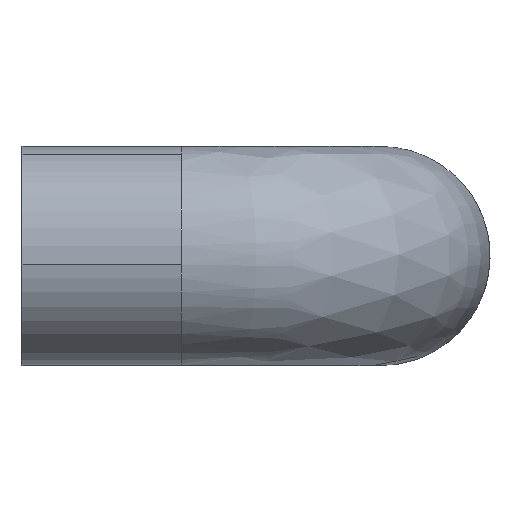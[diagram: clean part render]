
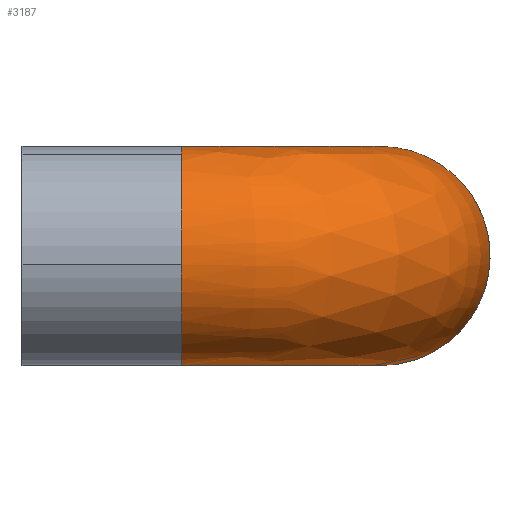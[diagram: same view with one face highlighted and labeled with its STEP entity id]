
A CAD part, left-side view. The second image highlights one B-rep face of the part: STEP entity #3187.
In plain terms, the highlighted free-form (B-spline) face has degree [2, 2] with [3, 9] control points.
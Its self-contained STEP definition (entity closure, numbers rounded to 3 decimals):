
#2372=CARTESIAN_POINT('',(10.0,-22.342,3.376));
#2373=VERTEX_POINT('',#2372);
#2379=CARTESIAN_POINT('',(10.0,-18.0,-5.5));
#2380=VERTEX_POINT('',#2379);
#2381=CARTESIAN_POINT('',(10.0,-18.0,-5.5));
#2382=CARTESIAN_POINT('',(10.,-23.5,-5.5));
#2383=CARTESIAN_POINT('',(10.0,-23.5,0.0));
#2384=CARTESIAN_POINT('',(10.0,-23.5,1.887));
#2385=CARTESIAN_POINT('',(10.,-22.342,3.376));
#2393=(BOUNDED_CURVE()B_SPLINE_CURVE(2,(#2381,#2382,#2383,#2384,#2385),.UNSPECIFIED.,.F.,.U.)B_SPLINE_CURVE_WITH_KNOTS((3,2,3),(0.0,0.25,0.356),.UNSPECIFIED.)CURVE()GEOMETRIC_REPRESENTATION_ITEM()RATIONAL_B_SPLINE_CURVE((1.0,0.707,1.0,0.876,0.857))REPRESENTATION_ITEM(''));
#2394=EDGE_CURVE('',#2380,#2373,#2393,.T.);
#2396=CARTESIAN_POINT('',(10.,-12.513,-0.384));
#2397=VERTEX_POINT('',#2396);
#2398=CARTESIAN_POINT('',(10.,-12.513,-0.384));
#2399=CARTESIAN_POINT('',(10.,-12.871,-5.5));
#2400=CARTESIAN_POINT('',(10.0,-18.0,-5.5));
#2408=(BOUNDED_CURVE()B_SPLINE_CURVE(2,(#2398,#2399,#2400),.UNSPECIFIED.,.F.,.U.)B_SPLINE_CURVE_WITH_KNOTS((3,3),(0.762,1.0),.UNSPECIFIED.)CURVE()GEOMETRIC_REPRESENTATION_ITEM()RATIONAL_B_SPLINE_CURVE((0.973,0.721,1.0))REPRESENTATION_ITEM(''));
#2409=EDGE_CURVE('',#2397,#2380,#2408,.T.);
#2534=CARTESIAN_POINT('',(10.,-17.931,5.5));
#2535=VERTEX_POINT('',#2534);
#2549=CARTESIAN_POINT('',(10.0,-18.0,5.5));
#2550=VERTEX_POINT('',#2549);
#2551=CARTESIAN_POINT('',(10.0,-18.0,5.5));
#2552=CARTESIAN_POINT('',(10.,-17.965,5.5));
#2553=CARTESIAN_POINT('',(10.,-17.931,5.5));
#2561=(BOUNDED_CURVE()B_SPLINE_CURVE(2,(#2551,#2552,#2553),.UNSPECIFIED.,.F.,.U.)B_SPLINE_CURVE_WITH_KNOTS((3,3),(0.5,0.502),.UNSPECIFIED.)CURVE()GEOMETRIC_REPRESENTATION_ITEM()RATIONAL_B_SPLINE_CURVE((1.0,0.997,0.995))REPRESENTATION_ITEM(''));
#2562=EDGE_CURVE('',#2550,#2535,#2561,.T.);
#2564=CARTESIAN_POINT('',(10.,-22.342,3.376));
#2565=CARTESIAN_POINT('',(10.,-20.69,5.5));
#2566=CARTESIAN_POINT('',(10.0,-18.0,5.5));
#2574=(BOUNDED_CURVE()B_SPLINE_CURVE(2,(#2564,#2565,#2566),.UNSPECIFIED.,.F.,.U.)B_SPLINE_CURVE_WITH_KNOTS((3,3),(0.356,0.5),.UNSPECIFIED.)CURVE()GEOMETRIC_REPRESENTATION_ITEM()RATIONAL_B_SPLINE_CURVE((0.857,0.832,1.0))REPRESENTATION_ITEM(''));
#2575=EDGE_CURVE('',#2373,#2550,#2574,.T.);
#2595=CARTESIAN_POINT('',(-5.483,-8.,-0.432));
#2596=VERTEX_POINT('',#2595);
#2597=CARTESIAN_POINT('',(-2.023,-8.0,5.114));
#2598=VERTEX_POINT('',#2597);
#2599=CARTESIAN_POINT('',(-5.483,-8.,-0.432));
#2600=CARTESIAN_POINT('',(-5.5,-8.0,-0.216));
#2601=CARTESIAN_POINT('',(-5.5,-8.0,0.0));
#2602=CARTESIAN_POINT('',(-5.5,-8.0,3.739));
#2603=CARTESIAN_POINT('',(-2.023,-8.0,5.114));
#2611=(BOUNDED_CURVE()B_SPLINE_CURVE(2,(#2599,#2600,#2601,#2602,#2603),.UNSPECIFIED.,.F.,.U.)B_SPLINE_CURVE_WITH_KNOTS((3,2,3),(0.236,0.25,0.438),.UNSPECIFIED.)CURVE()GEOMETRIC_REPRESENTATION_ITEM()RATIONAL_B_SPLINE_CURVE((0.97,0.984,1.0,0.78,0.89))REPRESENTATION_ITEM(''));
#2612=EDGE_CURVE('',#2596,#2598,#2611,.T.);
#2672=CARTESIAN_POINT('',(0.0,-8.0,5.5));
#2673=VERTEX_POINT('',#2672);
#2674=CARTESIAN_POINT('',(-2.023,-8.,5.114));
#2675=CARTESIAN_POINT('',(-1.049,-8.0,5.5));
#2676=CARTESIAN_POINT('',(0.0,-8.0,5.5));
#2684=(BOUNDED_CURVE()B_SPLINE_CURVE(2,(#2674,#2675,#2676),.UNSPECIFIED.,.F.,.U.)B_SPLINE_CURVE_WITH_KNOTS((3,3),(0.438,0.5),.UNSPECIFIED.)CURVE()GEOMETRIC_REPRESENTATION_ITEM()RATIONAL_B_SPLINE_CURVE((0.89,0.927,1.0))REPRESENTATION_ITEM(''));
#2685=EDGE_CURVE('',#2598,#2673,#2684,.T.);
#2687=CARTESIAN_POINT('',(0.069,-8.,5.5));
#2688=VERTEX_POINT('',#2687);
#2689=CARTESIAN_POINT('',(0.0,-8.0,5.5));
#2690=CARTESIAN_POINT('',(0.035,-8.0,5.5));
#2691=CARTESIAN_POINT('',(0.069,-8.,5.5));
#2699=(BOUNDED_CURVE()B_SPLINE_CURVE(2,(#2689,#2690,#2691),.UNSPECIFIED.,.F.,.U.)B_SPLINE_CURVE_WITH_KNOTS((3,3),(0.5,0.502),.UNSPECIFIED.)CURVE()GEOMETRIC_REPRESENTATION_ITEM()RATIONAL_B_SPLINE_CURVE((1.0,0.997,0.995))REPRESENTATION_ITEM(''));
#2700=EDGE_CURVE('',#2673,#2688,#2699,.T.);
#2702=CARTESIAN_POINT('',(5.487,-8.,-0.384));
#2703=VERTEX_POINT('',#2702);
#2719=CARTESIAN_POINT('',(0.0,-8.0,-5.5));
#2720=VERTEX_POINT('',#2719);
#2721=CARTESIAN_POINT('',(5.487,-8.,-0.384));
#2722=CARTESIAN_POINT('',(5.129,-8.0,-5.5));
#2723=CARTESIAN_POINT('',(0.0,-8.0,-5.5));
#2731=(BOUNDED_CURVE()B_SPLINE_CURVE(2,(#2721,#2722,#2723),.UNSPECIFIED.,.F.,.U.)B_SPLINE_CURVE_WITH_KNOTS((3,3),(0.762,1.0),.UNSPECIFIED.)CURVE()GEOMETRIC_REPRESENTATION_ITEM()RATIONAL_B_SPLINE_CURVE((0.973,0.721,1.0))REPRESENTATION_ITEM(''));
#2732=EDGE_CURVE('',#2703,#2720,#2731,.T.);
#2734=CARTESIAN_POINT('',(0.0,-8.0,-5.5));
#2735=CARTESIAN_POINT('',(-5.084,-8.0,-5.5));
#2736=CARTESIAN_POINT('',(-5.483,-8.,-0.432));
#2744=(BOUNDED_CURVE()B_SPLINE_CURVE(2,(#2734,#2735,#2736),.UNSPECIFIED.,.F.,.U.)B_SPLINE_CURVE_WITH_KNOTS((3,3),(0.0,0.236),.UNSPECIFIED.)CURVE()GEOMETRIC_REPRESENTATION_ITEM()RATIONAL_B_SPLINE_CURVE((1.0,0.723,0.97))REPRESENTATION_ITEM(''));
#2745=EDGE_CURVE('',#2720,#2596,#2744,.T.);
#3115=CARTESIAN_POINT('',(5.506,-7.688,-0.267));
#3116=CARTESIAN_POINT('',(5.147,-12.856,-0.267));
#3117=CARTESIAN_POINT('',(10.315,-12.494,-0.267));
#3118=CARTESIAN_POINT('',(5.502,-7.688,-0.325));
#3119=CARTESIAN_POINT('',(5.143,-12.861,-0.325));
#3120=CARTESIAN_POINT('',(10.315,-12.498,-0.325));
#3121=CARTESIAN_POINT('',(5.136,-7.663,-5.565));
#3122=CARTESIAN_POINT('',(4.748,-13.256,-5.565));
#3123=CARTESIAN_POINT('',(10.341,-12.864,-5.565));
#3124=CARTESIAN_POINT('',(-0.045,-7.304,-5.5));
#3125=CARTESIAN_POINT('',(-0.846,-18.854,-5.5));
#3126=CARTESIAN_POINT('',(10.704,-18.044,-5.5));
#3127=CARTESIAN_POINT('',(-5.531,-6.923,-5.43));
#3128=CARTESIAN_POINT('',(-6.77,-24.782,-5.43));
#3129=CARTESIAN_POINT('',(11.088,-23.531,-5.43));
#3130=CARTESIAN_POINT('',(-5.462,-6.928,0.069));
#3131=CARTESIAN_POINT('',(-6.695,-24.708,0.069));
#3132=CARTESIAN_POINT('',(11.084,-23.462,0.069));
#3133=CARTESIAN_POINT('',(-5.394,-6.933,5.569));
#3134=CARTESIAN_POINT('',(-6.621,-24.633,5.569));
#3135=CARTESIAN_POINT('',(11.079,-23.393,5.569));
#3136=CARTESIAN_POINT('',(0.151,-7.317,5.499));
#3137=CARTESIAN_POINT('',(-0.634,-18.642,5.499));
#3138=CARTESIAN_POINT('',(10.69,-17.849,5.499));
#3139=CARTESIAN_POINT('',(0.208,-7.321,5.498));
#3140=CARTESIAN_POINT('',(-0.572,-18.58,5.498));
#3141=CARTESIAN_POINT('',(10.686,-17.791,5.498));
#3149=(BOUNDED_SURFACE()B_SPLINE_SURFACE(2,2,((#3115,#3118,#3121,#3124,#3127,#3130,#3133,#3136,#3139),(#3116,#3119,#3122,#3125,#3128,#3131,#3134,#3137,#3140),(#3117,#3120,#3123,#3126,#3129,#3132,#3135,#3138,#3141)),.UNSPECIFIED.,.F.,.F.,.U.)B_SPLINE_SURFACE_WITH_KNOTS((3,3),(3,1,2,2,1,3),(0.0,28.246),(0.0,0.135,8.883,17.996,27.109,27.245),.UNSPECIFIED.)GEOMETRIC_REPRESENTATION_ITEM()RATIONAL_B_SPLINE_SURFACE(((0.908,0.904,0.662,0.921,0.652,0.921,0.652,0.926,0.93),(0.593,0.59,0.432,0.601,0.425,0.601,0.425,0.604,0.607),(0.898,0.894,0.655,0.911,0.644,0.911,0.644,0.915,0.919)))REPRESENTATION_ITEM('')SURFACE());
#3150=ORIENTED_EDGE('',*,*,#2409,.T.);
#3151=ORIENTED_EDGE('',*,*,#2394,.T.);
#3152=ORIENTED_EDGE('',*,*,#2575,.T.);
#3153=ORIENTED_EDGE('',*,*,#2562,.T.);
#3154=CARTESIAN_POINT('',(0.069,-8.,5.5));
#3155=CARTESIAN_POINT('',(0.069,-17.931,5.5));
#3156=CARTESIAN_POINT('',(10.,-17.931,5.5));
#3164=(BOUNDED_CURVE()B_SPLINE_CURVE(2,(#3154,#3155,#3156),.UNSPECIFIED.,.F.,.U.)B_SPLINE_CURVE_WITH_KNOTS((3,3),(-1.748,-0.278),.UNSPECIFIED.)CURVE()GEOMETRIC_REPRESENTATION_ITEM()RATIONAL_B_SPLINE_CURVE((0.894,0.629,0.884))REPRESENTATION_ITEM(''));
#3165=EDGE_CURVE('',#2688,#2535,#3164,.T.);
#3166=ORIENTED_EDGE('',*,*,#3165,.F.);
#3167=ORIENTED_EDGE('',*,*,#2700,.F.);
#3168=ORIENTED_EDGE('',*,*,#2685,.F.);
#3169=ORIENTED_EDGE('',*,*,#2612,.F.);
#3170=ORIENTED_EDGE('',*,*,#2745,.F.);
#3171=ORIENTED_EDGE('',*,*,#2732,.F.);
#3172=CARTESIAN_POINT('',(5.487,-8.,-0.384));
#3173=CARTESIAN_POINT('',(5.487,-12.513,-0.384));
#3174=CARTESIAN_POINT('',(10.,-12.513,-0.384));
#3182=(BOUNDED_CURVE()B_SPLINE_CURVE(2,(#3172,#3173,#3174),.UNSPECIFIED.,.F.,.U.)B_SPLINE_CURVE_WITH_KNOTS((3,3),(-1.748,-0.278),.UNSPECIFIED.)CURVE()GEOMETRIC_REPRESENTATION_ITEM()RATIONAL_B_SPLINE_CURVE((0.874,0.615,0.865))REPRESENTATION_ITEM(''));
#3183=EDGE_CURVE('',#2703,#2397,#3182,.T.);
#3184=ORIENTED_EDGE('',*,*,#3183,.T.);
#3185=EDGE_LOOP('',(#3150,#3151,#3152,#3153,#3166,#3167,#3168,#3169,#3170,#3171,#3184));
#3186=FACE_OUTER_BOUND('',#3185,.T.);
#3187=ADVANCED_FACE('',(#3186),#3149,.T.);
